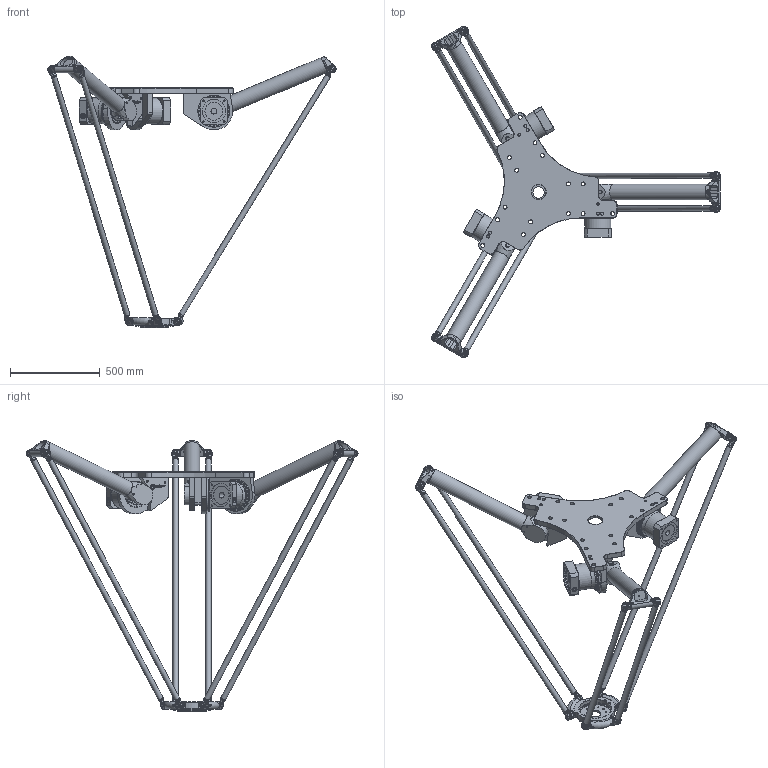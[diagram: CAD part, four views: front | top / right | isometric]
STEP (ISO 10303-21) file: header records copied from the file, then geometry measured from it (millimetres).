
FILE_DESCRIPTION(/* description */ ('Norm.iam Teamplte'),/* implementation_level */ '2;1');
FILE_NAME(/* name */ '3D-model_A_00878.stp',/* time_stamp */ '2022-01-03T16:04:25+01:00',/* author */ ('michael.schutter'),/* organization */ (''),/* preprocessor_version */ 'ST-DEVELOPER v16.5',/* originating_system */ 'Autodesk Inventor 2017',/* authorisation */ '');
FILE_SCHEMA (('AUTOMOTIVE_DESIGN { 1 0 10303 214 3 1 1 }'));
Length unit declared in the file: millimetre
Products named in the file (8): A_00878_DUMMY DELTA Robotermechanik RL3-2000-20kg; MT_BGR00104818; MT_WST00102487; MT_WST00068559MT_WST; MT_WST00058770MT_WST; MT_WST00060279MT_WST; MT_WST00057260MT_WST; MT_WST00102361
Assembly tree (21 placements, depth 3):
  A_00878_DUMMY DELTA Robotermechanik RL3-2000-20kg
    MT_BGR00104818
      MT_WST00102487
      MT_WST00068559MT_WST  x3
    MT_WST00058770MT_WST
    MT_WST00057260MT_WST  x6
    MT_WST00060279MT_WST  x6
    MT_WST00102361  x3
Bounding box: 1605.58 x 1848.91 x 1509.71 mm (x, y, z)
Volume: 46579428.1 mm3; surface area: 3823366.4 mm2
Topology: 20 solids, 63 shells, 3628 faces, 8292 edges, 5277 vertices
Faces by surface type: plane 1723, cylinder 1066, bspline 482, cone 225, torus 132
Full cylindrical faces by diameter (mm): 3 x1, 3.15 x6, 4 x1, 4.917 x18, 6 x72, 6.6 x72, 8.376 x54, 10 x124, 11.5 x7, 12 x37, 13 x12, 17 x12, 17.294 x6, 22 x69, 26 x3, 28 x3, 29.8 x12, 30 x18, 32 x3, 40 x12, 50 x3, 63 x1, 80 x1, 82 x1, 87.8 x3, 88 x3, 100 x9, 105 x3, 128.588 x3, 130 x4
Entity records: 73584 total; most frequent: CARTESIAN_POINT 30439, DIRECTION 8739, ORIENTED_EDGE 7792, EDGE_CURVE 3896, AXIS2_PLACEMENT_3D 3302, EDGE_LOOP 2808, VERTEX_POINT 2770, LINE 2135
